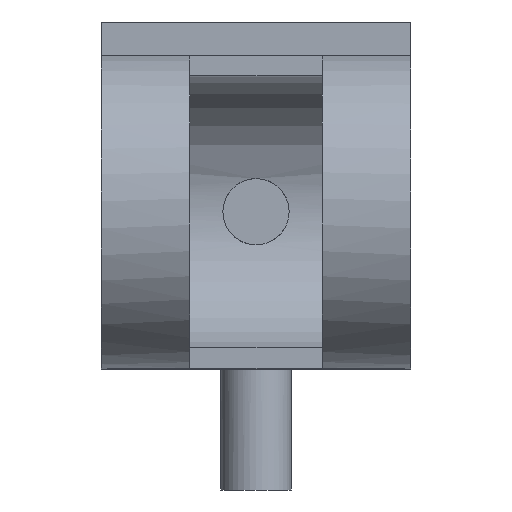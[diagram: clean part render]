
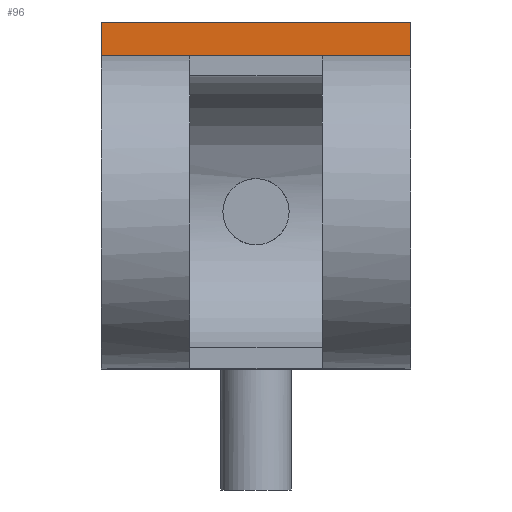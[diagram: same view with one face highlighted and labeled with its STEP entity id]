
A CAD part, front view. The second image highlights one B-rep face of the part: STEP entity #96.
In plain terms, the highlighted planar face has unit normal (0, -1, 0).
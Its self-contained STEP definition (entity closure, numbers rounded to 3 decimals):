
#96 = ADVANCED_FACE ( 'NONE', ( #1985 ), #2931, .F. ) ;
#217 = ORIENTED_EDGE ( 'NONE', *, *, #2726, .F. ) ;
#404 = LINE ( 'NONE', #1340, #1465 ) ;
#472 = EDGE_CURVE ( 'NONE', #2758, #1575, #2697, .T. ) ;
#491 = AXIS2_PLACEMENT_3D ( 'NONE', #825, #1754, #2699 ) ;
#601 = CARTESIAN_POINT ( 'NONE',  ( 70., -9., 70.931 ) ) ;
#663 = ORIENTED_EDGE ( 'NONE', *, *, #1763, .T. ) ;
#740 = VECTOR ( 'NONE', #1527, 1000. ) ;
#753 = DIRECTION ( 'NONE',  ( 0., 0., -1. ) ) ;
#825 = CARTESIAN_POINT ( 'NONE',  ( 70., -9., 85.931 ) ) ;
#927 = ORIENTED_EDGE ( 'NONE', *, *, #2124, .T. ) ;
#993 = CARTESIAN_POINT ( 'NONE',  ( 70., -9., 70.931 ) ) ;
#1170 = LINE ( 'NONE', #2104, #2347 ) ;
#1340 = CARTESIAN_POINT ( 'NONE',  ( 70., -9., 85.931 ) ) ;
#1465 = VECTOR ( 'NONE', #2278, 1000. ) ;
#1512 = CARTESIAN_POINT ( 'NONE',  ( -70., -9., 85.931 ) ) ;
#1527 = DIRECTION ( 'NONE',  ( -1., 0., 0. ) ) ;
#1569 = VECTOR ( 'NONE', #753, 1000. ) ;
#1575 = VERTEX_POINT ( 'NONE', #3023 ) ;
#1754 = DIRECTION ( 'NONE',  ( 0., 1., 0. ) ) ;
#1763 = EDGE_CURVE ( 'NONE', #2004, #1575, #1170, .T. ) ;
#1903 = LINE ( 'NONE', #2852, #1569 ) ;
#1985 = FACE_OUTER_BOUND ( 'NONE', #3042, .T. ) ;
#2004 = VERTEX_POINT ( 'NONE', #1512 ) ;
#2104 = CARTESIAN_POINT ( 'NONE',  ( -70., -9., 85.931 ) ) ;
#2118 = VERTEX_POINT ( 'NONE', #2512 ) ;
#2124 = EDGE_CURVE ( 'NONE', #2118, #2004, #404, .T. ) ;
#2250 = ORIENTED_EDGE ( 'NONE', *, *, #472, .F. ) ;
#2278 = DIRECTION ( 'NONE',  ( -1., 0., 0. ) ) ;
#2347 = VECTOR ( 'NONE', #3048, 1000. ) ;
#2512 = CARTESIAN_POINT ( 'NONE',  ( 70., -9., 85.931 ) ) ;
#2697 = LINE ( 'NONE', #601, #740 ) ;
#2699 = DIRECTION ( 'NONE',  ( 0., 0., 1. ) ) ;
#2726 = EDGE_CURVE ( 'NONE', #2118, #2758, #1903, .T. ) ;
#2758 = VERTEX_POINT ( 'NONE', #993 ) ;
#2852 = CARTESIAN_POINT ( 'NONE',  ( 70., -9., 85.931 ) ) ;
#2931 = PLANE ( 'NONE',  #491 ) ;
#3023 = CARTESIAN_POINT ( 'NONE',  ( -70., -9., 70.931 ) ) ;
#3042 = EDGE_LOOP ( 'NONE', ( #663, #2250, #217, #927 ) ) ;
#3048 = DIRECTION ( 'NONE',  ( 0., 0., -1. ) ) ;
